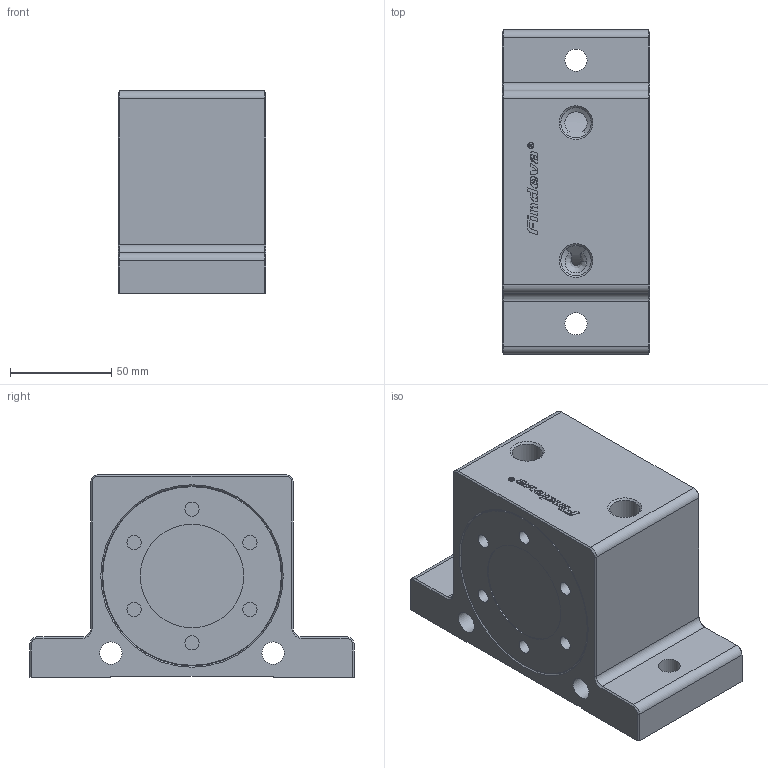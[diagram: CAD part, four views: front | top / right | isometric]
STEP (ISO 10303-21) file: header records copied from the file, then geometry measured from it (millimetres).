
FILE_DESCRIPTION((''),'2;1');
FILE_NAME('8036-10-M.stp','2012-03-28T23:08:25',('Petr'),(''),'Autodesk Inventor 2011','Autodesk Inventor 2011','');
FILE_SCHEMA(('CONFIG_CONTROL_DESIGN'));
Length unit declared in the file: millimetre
Products named in the file (1): 8036-10-M
Bounding box: 73 x 160 x 100 mm (x, y, z)
Volume: 781808.3 mm3; surface area: 68469.2 mm2
Topology: 1 solids, 1 shells, 275 faces, 701 edges, 464 vertices
Faces by surface type: plane 172, cylinder 73, cone 20, bspline 10
Full cylindrical faces by diameter (mm): 2.682 x1, 2.982 x1, 7 x12, 11 x4, 14.95 x2, 51 x2
Entity records: 8409 total; most frequent: CARTESIAN_POINT 1705, DIRECTION 1315, ORIENTED_EDGE 1306, EDGE_CURVE 653, VECTOR 463, LINE 463, VERTEX_POINT 444, AXIS2_PLACEMENT_3D 426
